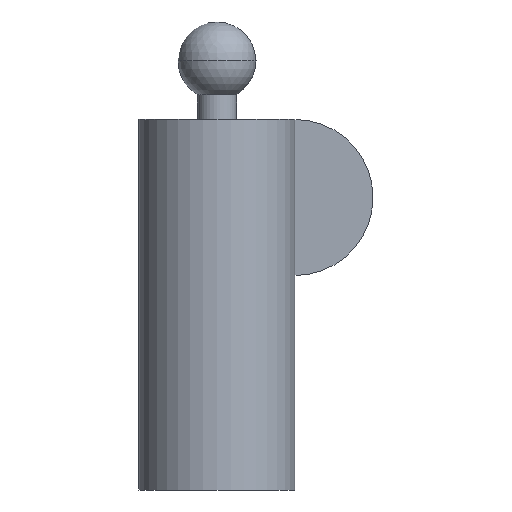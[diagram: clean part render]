
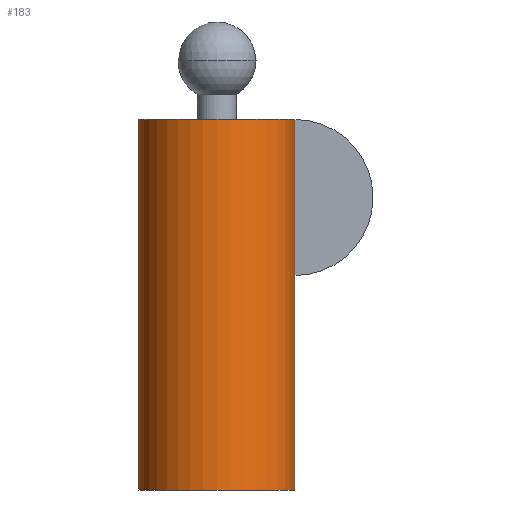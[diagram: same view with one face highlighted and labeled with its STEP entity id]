
A CAD part, front view. The second image highlights one B-rep face of the part: STEP entity #183.
In plain terms, the highlighted cylindrical face has radius 20 mm (diameter 40 mm), a partial arc.
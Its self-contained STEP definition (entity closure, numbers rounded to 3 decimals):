
#20 = DIRECTION ( 'NONE',  ( 0., 0., 1. ) ) ;
#38 = EDGE_CURVE ( 'NONE', #660, #199, #190, .T. ) ;
#66 = EDGE_CURVE ( 'NONE', #296, #686, #150, .T. ) ;
#80 = DIRECTION ( 'NONE',  ( 0., 0., 1. ) ) ;
#85 = CARTESIAN_POINT ( 'NONE',  ( 20., 0., 0. ) ) ;
#96 = VECTOR ( 'NONE', #20, 1000. ) ;
#103 = DIRECTION ( 'NONE',  ( 0., 0., 1. ) ) ;
#106 = CARTESIAN_POINT ( 'NONE',  ( 20., 0., -75. ) ) ;
#112 = CARTESIAN_POINT ( 'NONE',  ( 20., 0., -75. ) ) ;
#117 = CARTESIAN_POINT ( 'NONE',  ( -20., 0., 0. ) ) ;
#119 = LINE ( 'NONE', #338, #195 ) ;
#133 = CARTESIAN_POINT ( 'NONE',  ( -20., 0., 20. ) ) ;
#134 = AXIS2_PLACEMENT_3D ( 'NONE', #508, #636, #511 ) ;
#143 = CYLINDRICAL_SURFACE ( 'NONE', #273, 20. ) ;
#150 = LINE ( 'NONE', #489, #536 ) ;
#159 = AXIS2_PLACEMENT_3D ( 'NONE', #410, #80, #625 ) ;
#164 = CARTESIAN_POINT ( 'NONE',  ( -20., 0., -75. ) ) ;
#183 = ADVANCED_FACE ( 'NONE', ( #314 ), #143, .T. ) ;
#190 = LINE ( 'NONE', #516, #96 ) ;
#195 = VECTOR ( 'NONE', #103, 1000. ) ;
#199 = VERTEX_POINT ( 'NONE', #492 ) ;
#234 = ORIENTED_EDGE ( 'NONE', *, *, #343, .T. ) ;
#238 = ORIENTED_EDGE ( 'NONE', *, *, #483, .T. ) ;
#242 = VERTEX_POINT ( 'NONE', #164 ) ;
#253 = CIRCLE ( 'NONE', #134, 20. ) ;
#273 = AXIS2_PLACEMENT_3D ( 'NONE', #359, #583, #429 ) ;
#296 = VERTEX_POINT ( 'NONE', #117 ) ;
#311 = DIRECTION ( 'NONE',  ( 0., 0., 1. ) ) ;
#314 = FACE_OUTER_BOUND ( 'NONE', #715, .T. ) ;
#328 = EDGE_CURVE ( 'NONE', #242, #296, #119, .T. ) ;
#338 = CARTESIAN_POINT ( 'NONE',  ( -20., 0., -75. ) ) ;
#343 = EDGE_CURVE ( 'NONE', #242, #385, #253, .T. ) ;
#359 = CARTESIAN_POINT ( 'NONE',  ( 0., 0., -75. ) ) ;
#385 = VERTEX_POINT ( 'NONE', #106 ) ;
#400 = VECTOR ( 'NONE', #618, 1000. ) ;
#410 = CARTESIAN_POINT ( 'NONE',  ( 0., 0., 20. ) ) ;
#429 = DIRECTION ( 'NONE',  ( 1., 0., 0. ) ) ;
#483 = EDGE_CURVE ( 'NONE', #385, #660, #501, .T. ) ;
#489 = CARTESIAN_POINT ( 'NONE',  ( -20., 0., -75. ) ) ;
#492 = CARTESIAN_POINT ( 'NONE',  ( 20., 0., 20. ) ) ;
#501 = LINE ( 'NONE', #112, #400 ) ;
#504 = ORIENTED_EDGE ( 'NONE', *, *, #66, .F. ) ;
#508 = CARTESIAN_POINT ( 'NONE',  ( 0., 0., -75. ) ) ;
#511 = DIRECTION ( 'NONE',  ( 1., 0., 0. ) ) ;
#516 = CARTESIAN_POINT ( 'NONE',  ( 20., 0., -75. ) ) ;
#519 = ORIENTED_EDGE ( 'NONE', *, *, #328, .F. ) ;
#536 = VECTOR ( 'NONE', #311, 1000. ) ;
#539 = EDGE_CURVE ( 'NONE', #686, #199, #704, .T. ) ;
#560 = ORIENTED_EDGE ( 'NONE', *, *, #539, .F. ) ;
#578 = ORIENTED_EDGE ( 'NONE', *, *, #38, .T. ) ;
#583 = DIRECTION ( 'NONE',  ( 0., 0., 1. ) ) ;
#618 = DIRECTION ( 'NONE',  ( 0., 0., 1. ) ) ;
#625 = DIRECTION ( 'NONE',  ( 1., 0., 0. ) ) ;
#636 = DIRECTION ( 'NONE',  ( 0., 0., 1. ) ) ;
#660 = VERTEX_POINT ( 'NONE', #85 ) ;
#686 = VERTEX_POINT ( 'NONE', #133 ) ;
#704 = CIRCLE ( 'NONE', #159, 20. ) ;
#715 = EDGE_LOOP ( 'NONE', ( #519, #234, #238, #578, #560, #504 ) ) ;
